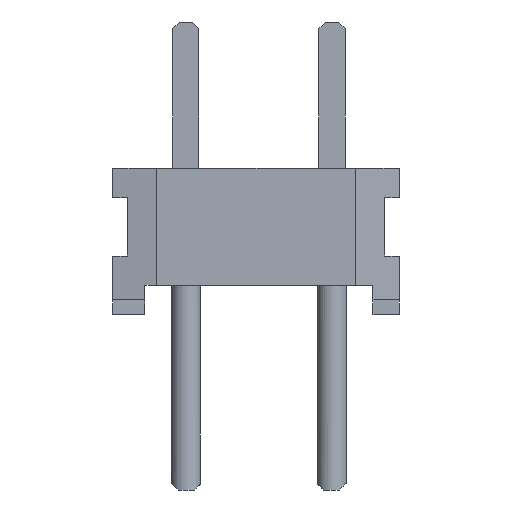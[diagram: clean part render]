
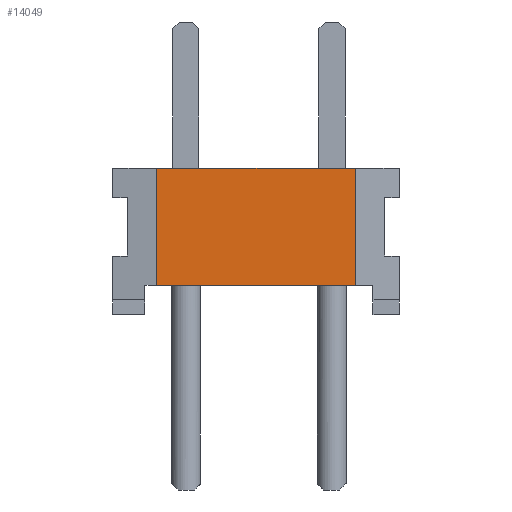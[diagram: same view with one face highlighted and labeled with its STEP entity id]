
A CAD part, left-side view. The second image highlights one B-rep face of the part: STEP entity #14049.
In plain terms, the highlighted planar face has unit normal (-1, 0, 0).
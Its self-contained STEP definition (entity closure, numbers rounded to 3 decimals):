
#14049 = ADVANCED_FACE('',(#14050),#14084,.F.);
#14050 = FACE_BOUND('',#14051,.T.);
#14051 = EDGE_LOOP('',(#14052,#14062,#14070,#14078));
#14052 = ORIENTED_EDGE('',*,*,#14053,.F.);
#14053 = EDGE_CURVE('',#14054,#14056,#14058,.T.);
#14054 = VERTEX_POINT('',#14055);
#14055 = CARTESIAN_POINT('',(-15.875,1.778,2.54));
#14056 = VERTEX_POINT('',#14057);
#14057 = CARTESIAN_POINT('',(-15.875,-1.676,2.54));
#14058 = LINE('',#14059,#14060);
#14059 = CARTESIAN_POINT('',(-15.875,2.54,2.54));
#14060 = VECTOR('',#14061,1.);
#14061 = DIRECTION('',(0.,-1.,0.));
#14062 = ORIENTED_EDGE('',*,*,#14063,.T.);
#14063 = EDGE_CURVE('',#14054,#14064,#14066,.T.);
#14064 = VERTEX_POINT('',#14065);
#14065 = CARTESIAN_POINT('',(-15.875,1.778,0.508));
#14066 = LINE('',#14067,#14068);
#14067 = CARTESIAN_POINT('',(-15.875,1.778,2.54));
#14068 = VECTOR('',#14069,1.);
#14069 = DIRECTION('',(0.,0.,-1.));
#14070 = ORIENTED_EDGE('',*,*,#14071,.T.);
#14071 = EDGE_CURVE('',#14064,#14072,#14074,.T.);
#14072 = VERTEX_POINT('',#14073);
#14073 = CARTESIAN_POINT('',(-15.875,-1.676,0.508));
#14074 = LINE('',#14075,#14076);
#14075 = CARTESIAN_POINT('',(-15.875,1.981,0.508));
#14076 = VECTOR('',#14077,1.);
#14077 = DIRECTION('',(0.,-1.,0.));
#14078 = ORIENTED_EDGE('',*,*,#14079,.T.);
#14079 = EDGE_CURVE('',#14072,#14056,#14080,.T.);
#14080 = LINE('',#14081,#14082);
#14081 = CARTESIAN_POINT('',(-15.875,-1.676,2.54));
#14082 = VECTOR('',#14083,1.);
#14083 = DIRECTION('',(0.,0.,1.));
#14084 = PLANE('',#14085);
#14085 = AXIS2_PLACEMENT_3D('',#14086,#14087,#14088);
#14086 = CARTESIAN_POINT('',(-15.875,2.54,2.54));
#14087 = DIRECTION('',(1.,0.,0.));
#14088 = DIRECTION('',(0.,1.,0.));
